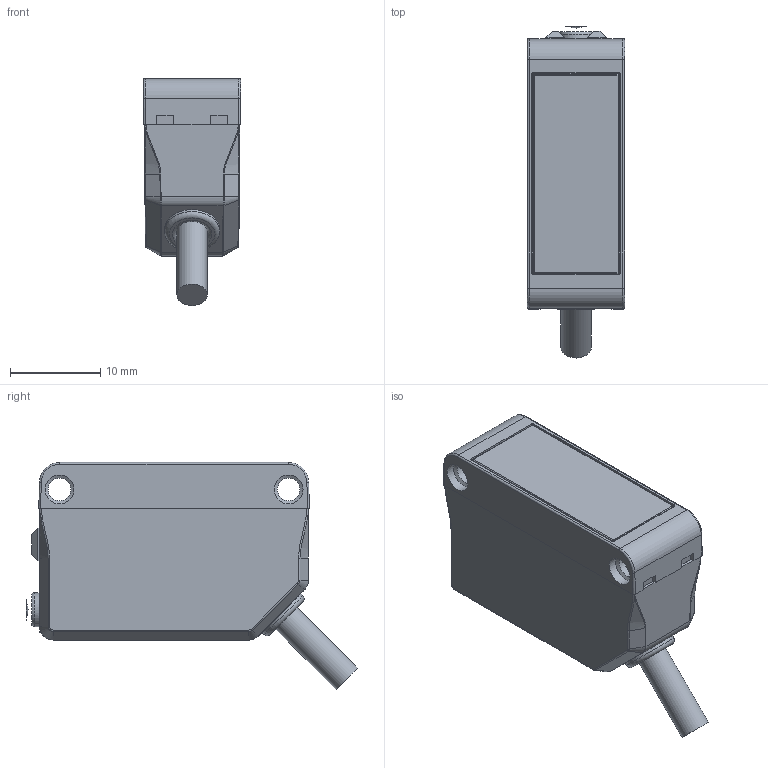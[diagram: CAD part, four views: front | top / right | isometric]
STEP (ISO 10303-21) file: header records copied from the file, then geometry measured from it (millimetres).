
FILE_DESCRIPTION(/* description */ (''),/* implementation_level */ '2;1');
FILE_NAME(/* name */ 'LD30CP-A2IO6463.stp',/* time_stamp */ '2025-02-26T10:24:31+01:00',/* author */ ('Tove.Virkelyst'),/* organization */ (''),/* preprocessor_version */ 'ST-DEVELOPER v20',/* originating_system */ 'Autodesk Inventor 2025',/* authorisation */ '');
FILE_SCHEMA (('AUTOMOTIVE_DESIGN { 1 0 10303 214 3 1 1 }'));
Length unit declared in the file: millimetre
Products named in the file (1): LD30CP-A2IO6463
Bounding box: 10.8 x 36.79 x 25.19 mm (x, y, z)
Volume: 5896.7 mm3; surface area: 2588.4 mm2
Topology: 1 solids, 2 shells, 207 faces, 513 edges, 313 vertices
Faces by surface type: plane 93, cylinder 48, bspline 40, cone 11, torus 10, sphere 5
Full cylindrical faces by diameter (mm): 2.5 x2, 3.2 x4, 3.383 x1
Entity records: 13052 total; most frequent: CARTESIAN_POINT 8062, ORIENTED_EDGE 1018, DIRECTION 942, EDGE_CURVE 509, AXIS2_PLACEMENT_3D 331, VERTEX_POINT 313, LINE 280, VECTOR 280
